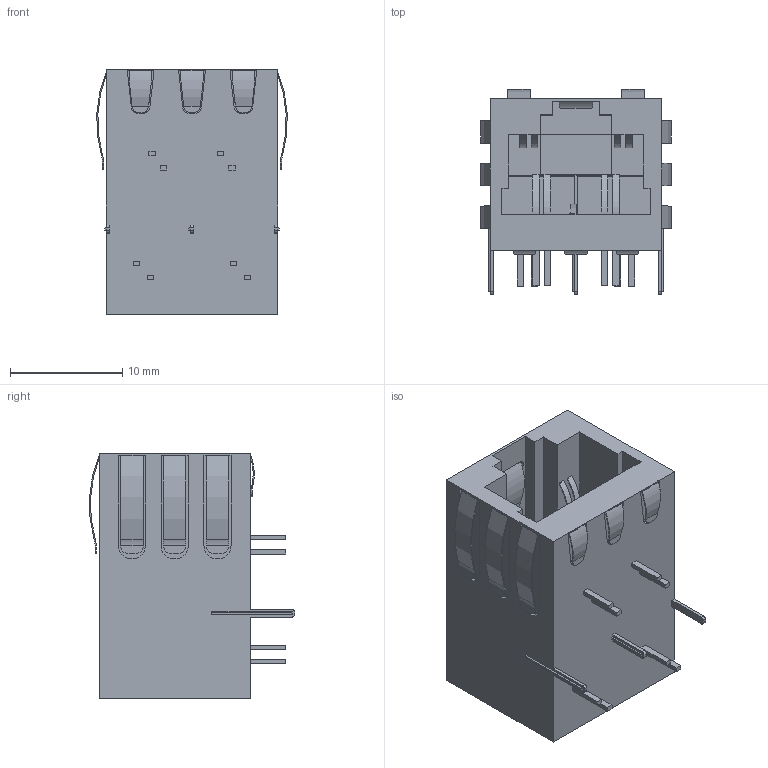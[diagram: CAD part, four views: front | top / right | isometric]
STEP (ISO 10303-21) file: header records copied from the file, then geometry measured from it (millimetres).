
FILE_DESCRIPTION (( 'STEP AP214' ), '1' );
FILE_NAME ('ss-77100-004.STEP', '2017-08-23T14:24:59', ( '' ), ( '' ), 'SwSTEP 2.0', 'SolidWorks 2016', '' );
FILE_SCHEMA (( 'AUTOMOTIVE_DESIGN' ));
Length unit declared in the file: millimetre
Products named in the file (1): ss-77100-004
Bounding box: 16.95 x 18.25 x 21.84 mm (x, y, z)
Volume: 3264.4 mm3; surface area: 3513.6 mm2
Topology: 1 solids, 1 shells, 696 faces, 1930 edges, 1267 vertices
Faces by surface type: plane 456, cylinder 128, bspline 100, cone 12
Entity records: 30673 total; most frequent: CARTESIAN_POINT 9056, ORIENTED_EDGE 3840, DIRECTION 3139, EDGE_CURVE 1920, VECTOR 1399, LINE 1399, VERTEX_POINT 1267, AXIS2_PLACEMENT_3D 870
